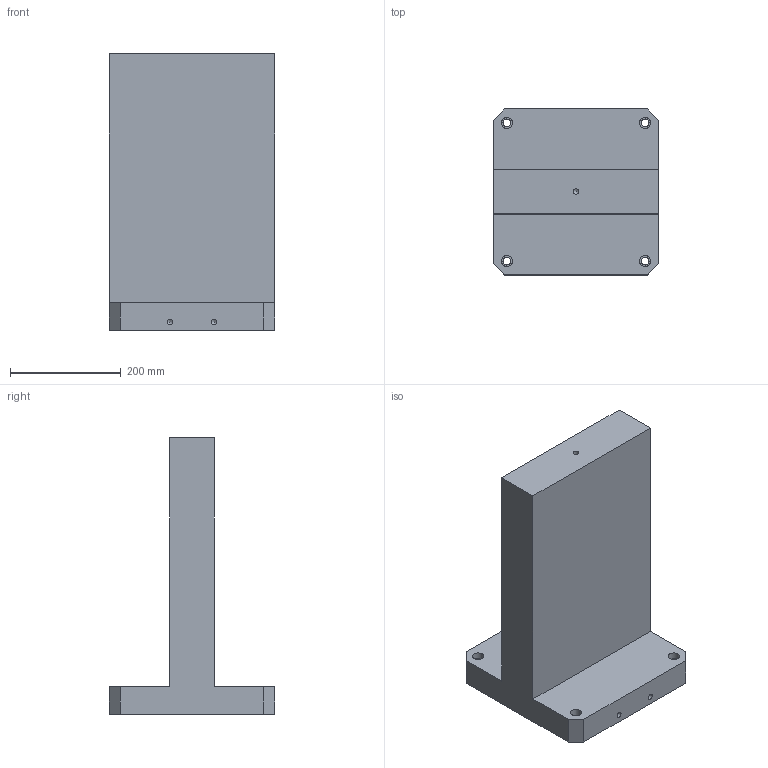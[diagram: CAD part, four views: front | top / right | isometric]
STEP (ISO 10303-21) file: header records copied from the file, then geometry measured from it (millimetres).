
FILE_DESCRIPTION( ( 'Unknown' ), '1' );
FILE_NAME( 'BP10-300300-0500.stp', 'Unknown', ( 'S.C.H' ), ( 'Unknown' ), 'XStep 1.0', 'Unknown', ' ' );
FILE_SCHEMA( ( 'CONFIG_CONTROL_DESIGN' ) );
Length unit declared in the file: millimetre
Products named in the file (1): 1
Bounding box: 300 x 300 x 500 mm (x, y, z)
Volume: 15212534.8 mm3; surface area: 589830.3 mm2
Topology: 1 solids, 1 shells, 34 faces, 88 edges, 60 vertices
Faces by surface type: plane 18, cylinder 12, cone 4
Full cylindrical faces by diameter (mm): 10.106 x4, 14 x4, 20 x4
Entity records: 936 total; most frequent: DIRECTION 154, CARTESIAN_POINT 147, ORIENTED_EDGE 120, EDGE_LOOP 62, EDGE_CURVE 60, AXIS2_PLACEMENT_3D 59, VERTEX_POINT 52, FACE_OUTER_BOUND 46
